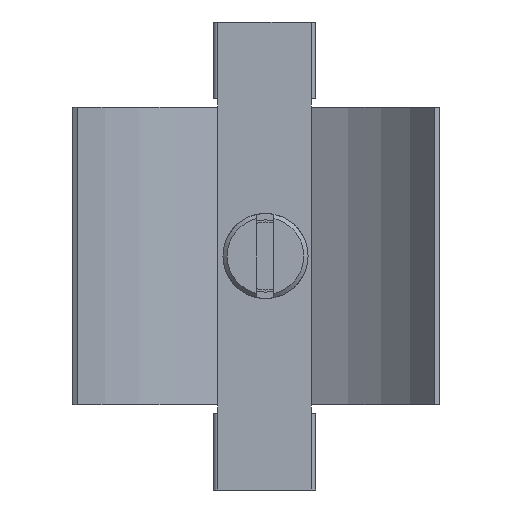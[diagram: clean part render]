
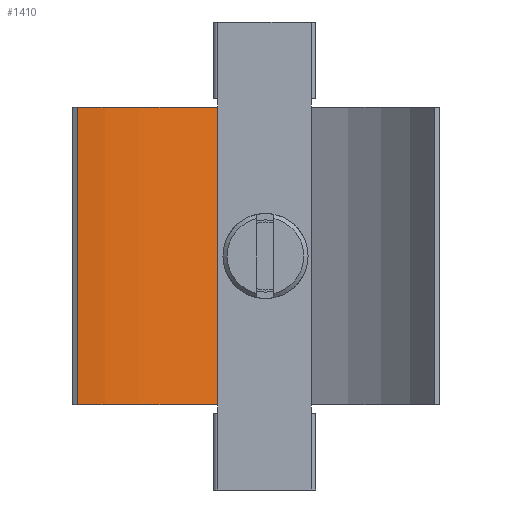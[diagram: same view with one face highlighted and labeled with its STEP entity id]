
A CAD part, left-side view. The second image highlights one B-rep face of the part: STEP entity #1410.
In plain terms, the highlighted cylindrical face has radius 30 mm (diameter 60 mm), a partial arc.
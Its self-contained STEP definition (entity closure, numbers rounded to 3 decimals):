
#1410=ADVANCED_FACE('',(#2621),#2623,.F.);
#2621=FACE_BOUND('',#2622,.T.);
#2622=EDGE_LOOP('',(#7418,#7419,#7420,#7421));
#2623=CYLINDRICAL_SURFACE('',#2624,30.);
#2624=AXIS2_PLACEMENT_3D('',#2625,#2626,#2627);
#2625=CARTESIAN_POINT('',(-2.844,0.,-16.816));
#2626=DIRECTION('',(0.,-1.,0.));
#2627=DIRECTION('',(0.828,0.,0.561));
#7418=ORIENTED_EDGE('',*,*,#10900,.T.);
#7419=ORIENTED_EDGE('',*,*,#10886,.T.);
#7420=ORIENTED_EDGE('',*,*,#10907,.F.);
#7421=ORIENTED_EDGE('',*,*,#10961,.F.);
#10886=EDGE_CURVE('',#12782,#12780,#12783,.T.);
#10900=EDGE_CURVE('',#12805,#12782,#12806,.T.);
#10907=EDGE_CURVE('',#12814,#12780,#12816,.T.);
#10961=EDGE_CURVE('',#12805,#12814,#12901,.T.);
#12780=VERTEX_POINT('',#16037);
#12782=VERTEX_POINT('',#16041);
#12783=LINE('',#16042,#16043);
#12805=VERTEX_POINT('',#16096);
#12806=CIRCLE('',#16097,30.);
#12814=VERTEX_POINT('',#16120);
#12816=CIRCLE('',#16124,30.);
#12901=LINE('',#16335,#16336);
#16037=CARTESIAN_POINT('',(5.5,35.,12.));
#16041=CARTESIAN_POINT('',(5.5,0.,12.));
#16042=CARTESIAN_POINT('',(5.5,0.,12.));
#16043=VECTOR('',#16044,1.);
#16044=DIRECTION('',(0.,1.,0.));
#16096=CARTESIAN_POINT('',(22.,0.,0.));
#16097=AXIS2_PLACEMENT_3D('',#16098,#16099,#16100);
#16098=CARTESIAN_POINT('',(-2.844,0.,-16.816));
#16099=DIRECTION('',(0.,-1.,0.));
#16100=DIRECTION('',(0.828,0.,0.561));
#16120=CARTESIAN_POINT('',(22.,35.,0.));
#16124=AXIS2_PLACEMENT_3D('',#16125,#16126,#16127);
#16125=CARTESIAN_POINT('',(-2.844,35.,-16.816));
#16126=DIRECTION('',(0.,-1.,0.));
#16127=DIRECTION('',(0.828,0.,0.561));
#16335=CARTESIAN_POINT('',(22.,0.,0.));
#16336=VECTOR('',#16337,1.);
#16337=DIRECTION('',(0.,1.,0.));
